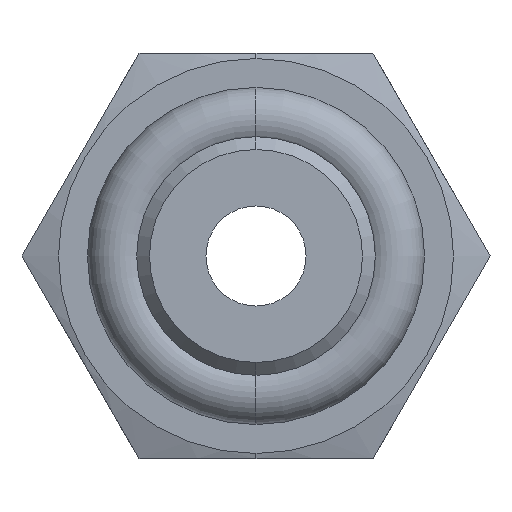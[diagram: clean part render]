
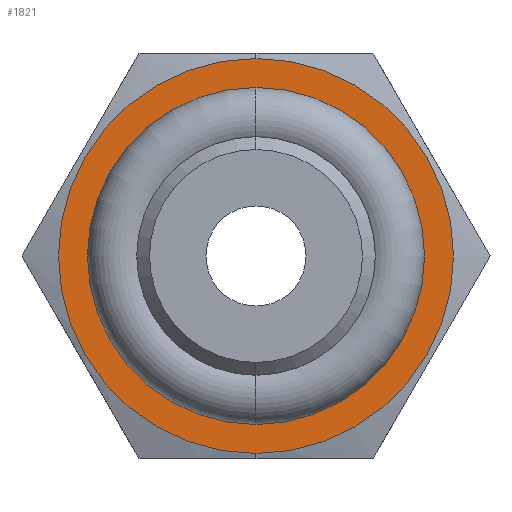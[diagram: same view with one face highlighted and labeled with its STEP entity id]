
A CAD part, front view. The second image highlights one B-rep face of the part: STEP entity #1821.
In plain terms, the highlighted planar face has unit normal (0, -1, 0).
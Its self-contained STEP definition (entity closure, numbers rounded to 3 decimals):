
#23 = CIRCLE ( 'NONE', #25, 3.85 ) ;
#25 = AXIS2_PLACEMENT_3D ( 'NONE', #149, #146, #144 ) ;
#61 = EDGE_CURVE ( 'NONE', #1180, #1146, #23, .T. ) ;
#109 = FACE_BOUND ( 'NONE', #1705, .T. ) ;
#111 = DIRECTION ( 'NONE',  ( 0., 1., 0. ) ) ;
#113 = DIRECTION ( 'NONE',  ( 0., 1., 0. ) ) ;
#144 = DIRECTION ( 'NONE',  ( 0., 0., 1. ) ) ;
#146 = DIRECTION ( 'NONE',  ( 0., 1., 0. ) ) ;
#149 = CARTESIAN_POINT ( 'NONE',  ( 0., 0., 0. ) ) ;
#253 = AXIS2_PLACEMENT_3D ( 'NONE', #969, #113, #1115 ) ;
#320 = VERTEX_POINT ( 'NONE', #1699 ) ;
#330 = PLANE ( 'NONE',  #1100 ) ;
#463 = AXIS2_PLACEMENT_3D ( 'NONE', #570, #1571, #710 ) ;
#466 = DIRECTION ( 'NONE',  ( 0., 0., 1. ) ) ;
#555 = CARTESIAN_POINT ( 'NONE',  ( 0., 0., -3.85 ) ) ;
#564 = EDGE_LOOP ( 'NONE', ( #1421, #1128 ) ) ;
#570 = CARTESIAN_POINT ( 'NONE',  ( 0., 0., 0. ) ) ;
#623 = AXIS2_PLACEMENT_3D ( 'NONE', #964, #111, #1111 ) ;
#648 = VERTEX_POINT ( 'NONE', #706 ) ;
#685 = EDGE_CURVE ( 'NONE', #1146, #1180, #1469, .T. ) ;
#706 = CARTESIAN_POINT ( 'NONE',  ( 0., 0., -1.9 ) ) ;
#710 = DIRECTION ( 'NONE',  ( 0., 0., 1. ) ) ;
#750 = CIRCLE ( 'NONE', #623, 1.9 ) ;
#849 = CIRCLE ( 'NONE', #253, 1.9 ) ;
#964 = CARTESIAN_POINT ( 'NONE',  ( 0., 0., 0. ) ) ;
#969 = CARTESIAN_POINT ( 'NONE',  ( 0., 0., 0. ) ) ;
#1100 = AXIS2_PLACEMENT_3D ( 'NONE', #1610, #1319, #466 ) ;
#1111 = DIRECTION ( 'NONE',  ( 0., 0., 1. ) ) ;
#1115 = DIRECTION ( 'NONE',  ( 0., 0., 1. ) ) ;
#1128 = ORIENTED_EDGE ( 'NONE', *, *, #61, .F. ) ;
#1146 = VERTEX_POINT ( 'NONE', #555 ) ;
#1180 = VERTEX_POINT ( 'NONE', #1228 ) ;
#1188 = FACE_OUTER_BOUND ( 'NONE', #564, .T. ) ;
#1228 = CARTESIAN_POINT ( 'NONE',  ( 0., 0., 3.85 ) ) ;
#1319 = DIRECTION ( 'NONE',  ( 0., 1., 0. ) ) ;
#1405 = EDGE_CURVE ( 'NONE', #648, #320, #849, .T. ) ;
#1421 = ORIENTED_EDGE ( 'NONE', *, *, #685, .F. ) ;
#1469 = CIRCLE ( 'NONE', #463, 3.85 ) ;
#1476 = EDGE_CURVE ( 'NONE', #320, #648, #750, .T. ) ;
#1528 = ORIENTED_EDGE ( 'NONE', *, *, #1476, .T. ) ;
#1571 = DIRECTION ( 'NONE',  ( 0., 1., 0. ) ) ;
#1610 = CARTESIAN_POINT ( 'NONE',  ( 0., 0., 0. ) ) ;
#1699 = CARTESIAN_POINT ( 'NONE',  ( 0., 0., 1.9 ) ) ;
#1705 = EDGE_LOOP ( 'NONE', ( #1528, #1754 ) ) ;
#1754 = ORIENTED_EDGE ( 'NONE', *, *, #1405, .T. ) ;
#1821 = ADVANCED_FACE ( 'NONE', ( #109, #1188 ), #330, .F. ) ;
